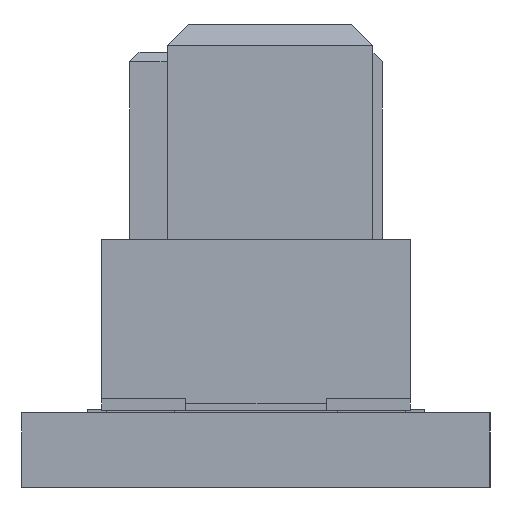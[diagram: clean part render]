
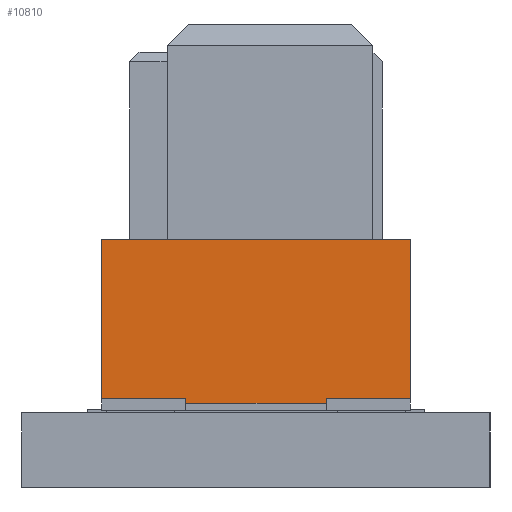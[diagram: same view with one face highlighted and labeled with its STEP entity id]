
A CAD part, left-side view. The second image highlights one B-rep face of the part: STEP entity #10810.
In plain terms, the highlighted planar face has unit normal (-1, 0, 0).
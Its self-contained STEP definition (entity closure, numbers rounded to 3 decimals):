
#1197=DIRECTION('',(0.,0.,-1.));
#1198=VECTOR('',#1197,3.4);
#1199=CARTESIAN_POINT('',(-10.55,3.3,-4.));
#1200=LINE('4362',#1199,#1198);
#1218=DIRECTION('',(0.,0.,1.));
#1219=VECTOR('',#1218,0.1);
#1220=CARTESIAN_POINT('',(-10.55,1.5,-7.5));
#1221=LINE('4365',#1220,#1219);
#1225=DIRECTION('',(0.,-1.,0.));
#1226=VECTOR('',#1225,6.6);
#1227=CARTESIAN_POINT('',(-10.55,3.3,-4.));
#1228=LINE('4090',#1227,#1226);
#1232=DIRECTION('',(0.,-1.,0.));
#1233=VECTOR('',#1232,3.);
#1234=CARTESIAN_POINT('',(-10.55,1.5,-7.5));
#1235=LINE('4364',#1234,#1233);
#1260=DIRECTION('',(0.,0.,1.));
#1261=VECTOR('',#1260,0.1);
#1262=CARTESIAN_POINT('',(-10.55,-1.5,-7.5));
#1263=LINE('4366',#1262,#1261);
#1288=DIRECTION('',(0.,-1.,0.));
#1289=VECTOR('',#1288,1.8);
#1290=CARTESIAN_POINT('',(-10.55,3.3,-7.4));
#1291=LINE('4203',#1290,#1289);
#1302=DIRECTION('',(0.,-1.,0.));
#1303=VECTOR('',#1302,1.8);
#1304=CARTESIAN_POINT('',(-10.55,-1.5,-7.4));
#1305=LINE('4207',#1304,#1303);
#1358=DIRECTION('',(0.,0.,1.));
#1359=VECTOR('',#1358,3.4);
#1360=CARTESIAN_POINT('',(-10.55,-3.3,-7.4));
#1361=LINE('4304',#1360,#1359);
#8734=CARTESIAN_POINT('',(-10.55,-3.3,-4.));
#8735=VERTEX_POINT('',#8734);
#8736=CARTESIAN_POINT('',(-10.55,3.3,-4.));
#8737=VERTEX_POINT('',#8736);
#8924=CARTESIAN_POINT('',(-10.55,3.3,-7.4));
#8925=VERTEX_POINT('',#8924);
#8926=CARTESIAN_POINT('',(-10.55,1.5,-7.4));
#8927=VERTEX_POINT('',#8926);
#8932=CARTESIAN_POINT('',(-10.55,-1.5,-7.4));
#8933=VERTEX_POINT('',#8932);
#8934=CARTESIAN_POINT('',(-10.55,-3.3,-7.4));
#8935=VERTEX_POINT('',#8934);
#9140=CARTESIAN_POINT('',(-10.55,1.5,-7.5));
#9141=CARTESIAN_POINT('',(-10.55,-1.5,-7.5));
#9142=VERTEX_POINT('',#9140);
#9143=VERTEX_POINT('',#9141);
#10789=CARTESIAN_POINT('',(-10.55,0.,0.));
#10790=DIRECTION('',(1.,0.,0.));
#10791=DIRECTION('',(0.,1.,0.));
#10792=AXIS2_PLACEMENT_3D('',#10789,#10790,#10791);
#10793=PLANE('5247',#10792);
#10795=ORIENTED_EDGE('4364',*,*,#10794,.F.);
#10797=ORIENTED_EDGE('4365',*,*,#10796,.T.);
#10799=ORIENTED_EDGE('4203',*,*,#10798,.F.);
#10800=ORIENTED_EDGE('4362',*,*,#10773,.F.);
#10801=ORIENTED_EDGE('4090',*,*,#10337,.T.);
#10803=ORIENTED_EDGE('4304',*,*,#10802,.F.);
#10805=ORIENTED_EDGE('4207',*,*,#10804,.F.);
#10807=ORIENTED_EDGE('4366',*,*,#10806,.F.);
#10808=EDGE_LOOP('5247',(#10795,#10797,#10799,#10800,#10801,#10803,#10805,
#10807));
#10809=FACE_OUTER_BOUND('5247',#10808,.F.);
#10337=EDGE_CURVE('4090',#8737,#8735,#1228,.T.);
#10773=EDGE_CURVE('4362',#8737,#8925,#1200,.T.);
#10794=EDGE_CURVE('4364',#9142,#9143,#1235,.T.);
#10796=EDGE_CURVE('4365',#9142,#8927,#1221,.T.);
#10798=EDGE_CURVE('4203',#8925,#8927,#1291,.T.);
#10802=EDGE_CURVE('4304',#8935,#8735,#1361,.T.);
#10804=EDGE_CURVE('4207',#8933,#8935,#1305,.T.);
#10806=EDGE_CURVE('4366',#9143,#8933,#1263,.T.);
#10810=ADVANCED_FACE('5247',(#10809),#10793,.F.);
